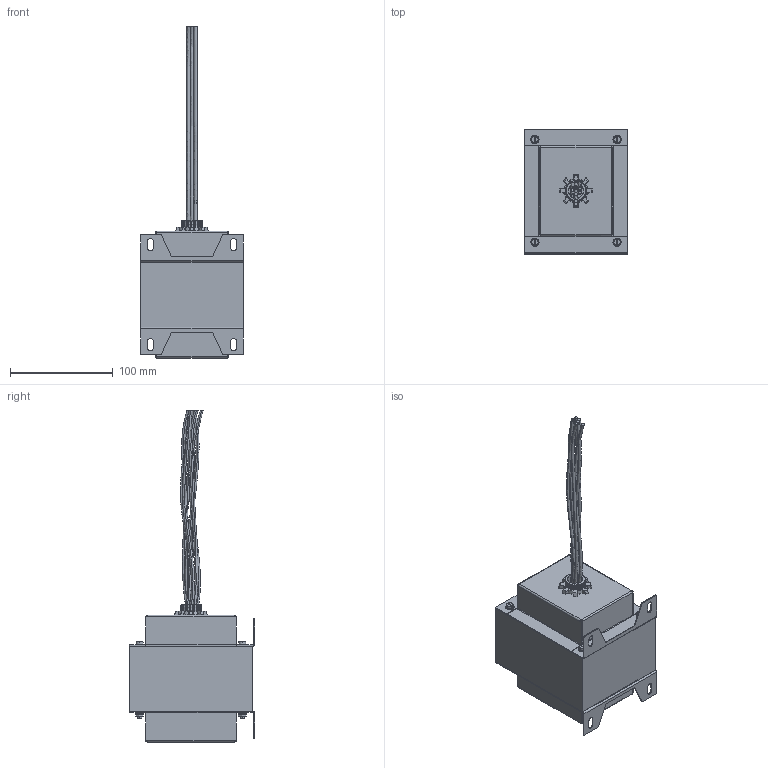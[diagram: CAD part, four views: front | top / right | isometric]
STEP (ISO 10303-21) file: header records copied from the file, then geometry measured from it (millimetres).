
FILE_DESCRIPTION (( 'STEP AP214' ), '1' );
FILE_NAME ('CCT1-300-RMCS-N.STEP', '2024-08-08T09:34:12', ( '' ), ( '' ), 'SwSTEP 2.0', 'SolidWorks 2022', '' );
FILE_SCHEMA (( 'AUTOMOTIVE_DESIGN' ));
Length unit declared in the file: inch
Products named in the file (1): CCT1-300-RMCS-N
Bounding box: 100.01 x 122 x 323.34 mm (x, y, z)
Volume: 663266.4 mm3; surface area: 187029.7 mm2
Topology: 33 solids, 33 shells, 756 faces, 1718 edges, 1017 vertices
Faces by surface type: plane 274, cylinder 242, bspline 82, cone 80, torus 42, sphere 36
Entity records: 35781 total; most frequent: CARTESIAN_POINT 9236, ORIENTED_EDGE 3384, DIRECTION 3348, EDGE_CURVE 1692, AXIS2_PLACEMENT_3D 1323, VERTEX_POINT 1007, EDGE_LOOP 825, UNCERTAINTY_MEASURE_WITH_UNIT 791
